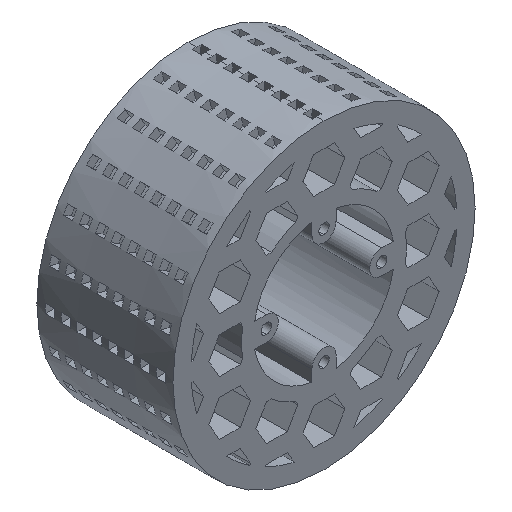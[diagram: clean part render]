
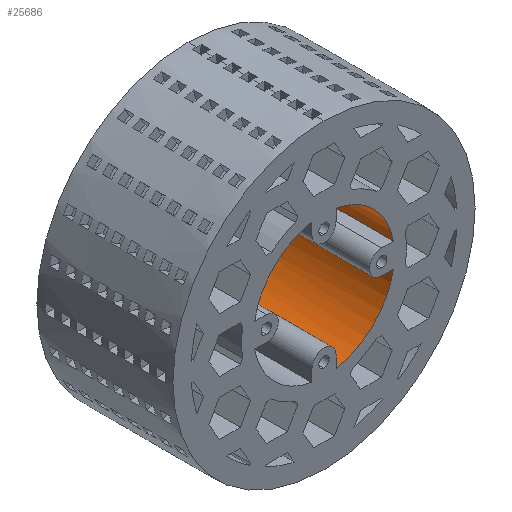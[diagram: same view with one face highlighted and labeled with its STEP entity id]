
A CAD part, isometric view. The second image highlights one B-rep face of the part: STEP entity #25686.
In plain terms, the highlighted cylindrical face has radius 23.3 mm (diameter 46.6 mm), a partial arc.
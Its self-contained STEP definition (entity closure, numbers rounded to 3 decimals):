
#337 = VERTEX_POINT ( 'NONE', #16012 ) ;
#430 = AXIS2_PLACEMENT_3D ( 'NONE', #6196, #15088, #11700 ) ;
#1294 = DIRECTION ( 'NONE',  ( 0., -1., 0. ) ) ;
#1786 = CARTESIAN_POINT ( 'NONE',  ( 4., 45., 22.954 ) ) ;
#2239 = VERTEX_POINT ( 'NONE', #21220 ) ;
#2910 = CARTESIAN_POINT ( 'NONE',  ( 4., 0., -22.954 ) ) ;
#3077 = EDGE_LOOP ( 'NONE', ( #30711, #12238, #23389, #18318, #18368, #32625, #22571, #15597, #33353, #5759, #16851, #28900 ) ) ;
#3626 = AXIS2_PLACEMENT_3D ( 'NONE', #15222, #25714, #23138 ) ;
#3738 = VECTOR ( 'NONE', #8098, 1000. ) ;
#4109 = EDGE_CURVE ( 'NONE', #16822, #5506, #26836, .T. ) ;
#4687 = CARTESIAN_POINT ( 'NONE',  ( 0., 20., 23.3 ) ) ;
#4873 = EDGE_CURVE ( 'NONE', #15484, #27550, #30525, .T. ) ;
#5506 = VERTEX_POINT ( 'NONE', #33935 ) ;
#5759 = ORIENTED_EDGE ( 'NONE', *, *, #18126, .F. ) ;
#6196 = CARTESIAN_POINT ( 'NONE',  ( 0., 0., 0. ) ) ;
#6648 = EDGE_CURVE ( 'NONE', #2239, #27788, #7772, .T. ) ;
#7128 = CIRCLE ( 'NONE', #31879, 23.3 ) ;
#7772 = LINE ( 'NONE', #25999, #3738 ) ;
#7799 = VECTOR ( 'NONE', #8071, 1000. ) ;
#8071 = DIRECTION ( 'NONE',  ( 0., -1., 0. ) ) ;
#8098 = DIRECTION ( 'NONE',  ( 0., -1., 0. ) ) ;
#8336 = VERTEX_POINT ( 'NONE', #2910 ) ;
#8917 = CARTESIAN_POINT ( 'NONE',  ( 0., 20., 0. ) ) ;
#9348 = CARTESIAN_POINT ( 'NONE',  ( 4., 45., -22.954 ) ) ;
#9935 = AXIS2_PLACEMENT_3D ( 'NONE', #8917, #11670, #19255 ) ;
#10527 = EDGE_CURVE ( 'NONE', #337, #16822, #31318, .T. ) ;
#10739 = CIRCLE ( 'NONE', #3626, 23.3 ) ;
#11515 = DIRECTION ( 'NONE',  ( 0., -1., 0. ) ) ;
#11670 = DIRECTION ( 'NONE',  ( 0., 1., 0. ) ) ;
#11700 = DIRECTION ( 'NONE',  ( 0., 0., 1. ) ) ;
#11873 = DIRECTION ( 'NONE',  ( 0., 0., 1. ) ) ;
#12054 = DIRECTION ( 'NONE',  ( 0., 1., 0. ) ) ;
#12238 = ORIENTED_EDGE ( 'NONE', *, *, #21402, .T. ) ;
#12804 = DIRECTION ( 'NONE',  ( 0., 1., 0. ) ) ;
#13502 = VECTOR ( 'NONE', #22245, 1000. ) ;
#13920 = CYLINDRICAL_SURFACE ( 'NONE', #18010, 23.3 ) ;
#14265 = VECTOR ( 'NONE', #17997, 1000. ) ;
#14502 = CARTESIAN_POINT ( 'NONE',  ( 22.954, 0., 4. ) ) ;
#15088 = DIRECTION ( 'NONE',  ( 0., 1., 0. ) ) ;
#15222 = CARTESIAN_POINT ( 'NONE',  ( 0., 0., 0. ) ) ;
#15318 = EDGE_CURVE ( 'NONE', #22153, #27788, #20018, .T. ) ;
#15329 = CARTESIAN_POINT ( 'NONE',  ( 0., 45., 23.3 ) ) ;
#15484 = VERTEX_POINT ( 'NONE', #32060 ) ;
#15577 = LINE ( 'NONE', #28822, #14265 ) ;
#15597 = ORIENTED_EDGE ( 'NONE', *, *, #31792, .F. ) ;
#16012 = CARTESIAN_POINT ( 'NONE',  ( 0., 45., 23.3 ) ) ;
#16453 = EDGE_CURVE ( 'NONE', #27550, #8336, #10739, .T. ) ;
#16739 = EDGE_CURVE ( 'NONE', #22153, #8336, #32574, .T. ) ;
#16743 = VERTEX_POINT ( 'NONE', #14502 ) ;
#16822 = VERTEX_POINT ( 'NONE', #4687 ) ;
#16851 = ORIENTED_EDGE ( 'NONE', *, *, #17392, .F. ) ;
#17160 = CARTESIAN_POINT ( 'NONE',  ( 4., 20., -22.954 ) ) ;
#17275 = AXIS2_PLACEMENT_3D ( 'NONE', #26041, #12804, #20719 ) ;
#17281 = LINE ( 'NONE', #1786, #25083 ) ;
#17387 = CARTESIAN_POINT ( 'NONE',  ( 22.954, 20., 4. ) ) ;
#17392 = EDGE_CURVE ( 'NONE', #5506, #33354, #17281, .T. ) ;
#17458 = DIRECTION ( 'NONE',  ( 0., -1., 0. ) ) ;
#17997 = DIRECTION ( 'NONE',  ( 0., -1., 0. ) ) ;
#18010 = AXIS2_PLACEMENT_3D ( 'NONE', #21835, #11515, #32840 ) ;
#18094 = DIRECTION ( 'NONE',  ( 0., 0., 1. ) ) ;
#18095 = VECTOR ( 'NONE', #1294, 1000. ) ;
#18126 = EDGE_CURVE ( 'NONE', #33354, #16743, #22404, .T. ) ;
#18318 = ORIENTED_EDGE ( 'NONE', *, *, #15318, .F. ) ;
#18368 = ORIENTED_EDGE ( 'NONE', *, *, #16739, .T. ) ;
#19255 = DIRECTION ( 'NONE',  ( 0., 0., 1. ) ) ;
#20018 = CIRCLE ( 'NONE', #17275, 23.3 ) ;
#20719 = DIRECTION ( 'NONE',  ( 0., 0., 1. ) ) ;
#21205 = EDGE_CURVE ( 'NONE', #31734, #16743, #15577, .T. ) ;
#21220 = CARTESIAN_POINT ( 'NONE',  ( 0., 45., -23.3 ) ) ;
#21402 = EDGE_CURVE ( 'NONE', #337, #2239, #7128, .T. ) ;
#21835 = CARTESIAN_POINT ( 'NONE',  ( 0., 45., 0. ) ) ;
#22153 = VERTEX_POINT ( 'NONE', #17160 ) ;
#22245 = DIRECTION ( 'NONE',  ( 0., -1., 0. ) ) ;
#22404 = CIRCLE ( 'NONE', #430, 23.3 ) ;
#22571 = ORIENTED_EDGE ( 'NONE', *, *, #4873, .F. ) ;
#22779 = CARTESIAN_POINT ( 'NONE',  ( 22.954, 45., -4. ) ) ;
#23138 = DIRECTION ( 'NONE',  ( 0., 0., 1. ) ) ;
#23389 = ORIENTED_EDGE ( 'NONE', *, *, #6648, .T. ) ;
#24472 = CARTESIAN_POINT ( 'NONE',  ( 0., 20., 0. ) ) ;
#25083 = VECTOR ( 'NONE', #17458, 1000. ) ;
#25653 = CARTESIAN_POINT ( 'NONE',  ( 0., 45., 0. ) ) ;
#25686 = ADVANCED_FACE ( 'NONE', ( #30083 ), #13920, .F. ) ;
#25714 = DIRECTION ( 'NONE',  ( 0., 1., 0. ) ) ;
#25999 = CARTESIAN_POINT ( 'NONE',  ( 0., 45., -23.3 ) ) ;
#26041 = CARTESIAN_POINT ( 'NONE',  ( 0., 20., 0. ) ) ;
#26149 = DIRECTION ( 'NONE',  ( 0., 1., 0. ) ) ;
#26836 = CIRCLE ( 'NONE', #32877, 23.3 ) ;
#26932 = CARTESIAN_POINT ( 'NONE',  ( 0., 20., -23.3 ) ) ;
#26968 = CIRCLE ( 'NONE', #9935, 23.3 ) ;
#27550 = VERTEX_POINT ( 'NONE', #27982 ) ;
#27788 = VERTEX_POINT ( 'NONE', #26932 ) ;
#27982 = CARTESIAN_POINT ( 'NONE',  ( 22.954, 0., -4. ) ) ;
#28822 = CARTESIAN_POINT ( 'NONE',  ( 22.954, 45., 4. ) ) ;
#28900 = ORIENTED_EDGE ( 'NONE', *, *, #4109, .F. ) ;
#29421 = CARTESIAN_POINT ( 'NONE',  ( 4., 0., 22.954 ) ) ;
#30083 = FACE_OUTER_BOUND ( 'NONE', #3077, .T. ) ;
#30525 = LINE ( 'NONE', #22779, #18095 ) ;
#30711 = ORIENTED_EDGE ( 'NONE', *, *, #10527, .F. ) ;
#31318 = LINE ( 'NONE', #15329, #7799 ) ;
#31734 = VERTEX_POINT ( 'NONE', #17387 ) ;
#31792 = EDGE_CURVE ( 'NONE', #31734, #15484, #26968, .T. ) ;
#31879 = AXIS2_PLACEMENT_3D ( 'NONE', #25653, #26149, #18094 ) ;
#32060 = CARTESIAN_POINT ( 'NONE',  ( 22.954, 20., -4. ) ) ;
#32574 = LINE ( 'NONE', #9348, #13502 ) ;
#32625 = ORIENTED_EDGE ( 'NONE', *, *, #16453, .F. ) ;
#32840 = DIRECTION ( 'NONE',  ( 0., 0., -1. ) ) ;
#32877 = AXIS2_PLACEMENT_3D ( 'NONE', #24472, #12054, #11873 ) ;
#33353 = ORIENTED_EDGE ( 'NONE', *, *, #21205, .T. ) ;
#33354 = VERTEX_POINT ( 'NONE', #29421 ) ;
#33935 = CARTESIAN_POINT ( 'NONE',  ( 4., 20., 22.954 ) ) ;
